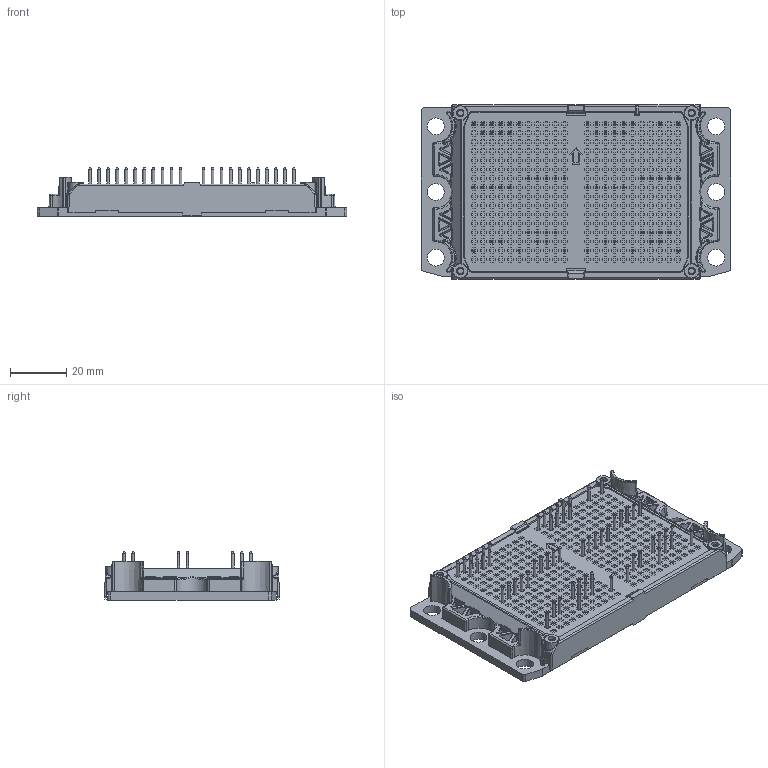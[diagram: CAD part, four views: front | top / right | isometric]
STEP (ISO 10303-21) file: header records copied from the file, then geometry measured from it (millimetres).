
FILE_DESCRIPTION(/* description */ ('Unknown'),/* implementation_level */ '2;1');
FILE_NAME(/* name */ 'FlowE3BP-4T12W-PM40(640)-02-OL',/* time_stamp */ '2024-09-02T16:27:34+02:00',/* author */ ('Unknown'),/* organization */ ('Unknown'),/* preprocessor_version */ 'ST-DEVELOPER v18.104',/* originating_system */ 'Solid Edge',/* authorisation */ 'Unknown');
FILE_SCHEMA (('AUTOMOTIVE_DESIGN {1 0 10303 214 3 1 1}'));
Products named in the file (1): FlowE3BP-4T12W-PM40-OL
Bounding box: 109.6 x 61.99 x 17.19 mm (x, y, z)
Volume: 59208 mm3; surface area: 38153.4 mm2
Topology: 1 solids, 1 shells, 6854 faces, 18942 edges, 12440 vertices
Faces by surface type: plane 5799, cylinder 358, bspline 308, cone 293, torus 68, sphere 28
Full cylindrical faces by diameter (mm): 1 x64, 2.6 x4, 3 x4, 6 x6
Entity records: 268066 total; most frequent: CARTESIAN_POINT 48136, ORIENTED_EDGE 37440, DIRECTION 32419, EDGE_CURVE 18720, LINE 15145, VECTOR 15145, VERTEX_POINT 12392, AXIS2_PLACEMENT_3D 8637
